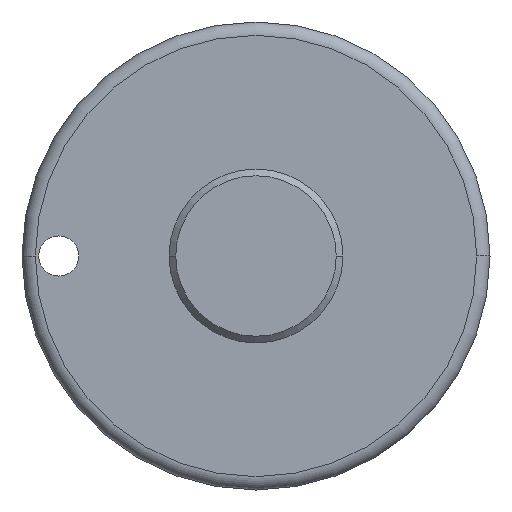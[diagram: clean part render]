
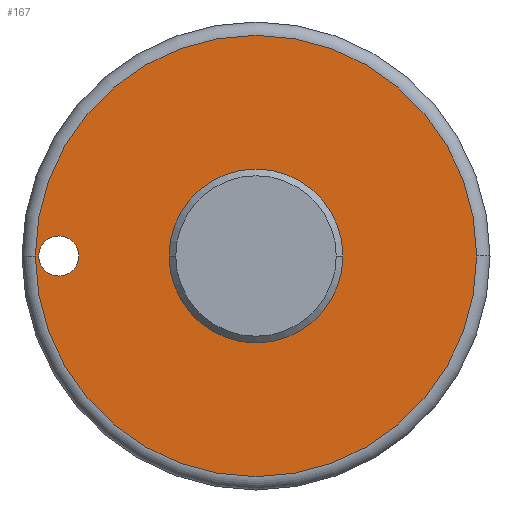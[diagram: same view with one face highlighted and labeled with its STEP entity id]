
A CAD part, left-side view. The second image highlights one B-rep face of the part: STEP entity #167.
In plain terms, the highlighted planar face has unit normal (-1, 0, 0).
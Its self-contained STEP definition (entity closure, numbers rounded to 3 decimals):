
#25 = EDGE_CURVE ( 'NONE', #144, #427, #628, .T. ) ;
#40 = CARTESIAN_POINT ( 'NONE',  ( -121.681, 0.721, 0. ) ) ;
#71 = ORIENTED_EDGE ( 'NONE', *, *, #233, .T. ) ;
#73 = VERTEX_POINT ( 'NONE', #1076 ) ;
#89 = AXIS2_PLACEMENT_3D ( 'NONE', #215, #374, #304 ) ;
#143 = AXIS2_PLACEMENT_3D ( 'NONE', #420, #976, #445 ) ;
#144 = VERTEX_POINT ( 'NONE', #770 ) ;
#167 = ADVANCED_FACE ( 'NONE', ( #574, #564, #176 ), #991, .F. ) ;
#176 = FACE_BOUND ( 'NONE', #444, .T. ) ;
#201 = VERTEX_POINT ( 'NONE', #838 ) ;
#203 = CIRCLE ( 'NONE', #1097, 16.5 ) ;
#215 = CARTESIAN_POINT ( 'NONE',  ( -121.681, 18.221, 0. ) ) ;
#233 = EDGE_CURVE ( 'NONE', #427, #144, #203, .T. ) ;
#265 = DIRECTION ( 'NONE',  ( -1., 0., 0. ) ) ;
#298 = CARTESIAN_POINT ( 'NONE',  ( -121.681, 7.221, 0. ) ) ;
#304 = DIRECTION ( 'NONE',  ( 0., 1., 0. ) ) ;
#330 = DIRECTION ( 'NONE',  ( 0., 1., 0. ) ) ;
#363 = AXIS2_PLACEMENT_3D ( 'NONE', #40, #1052, #702 ) ;
#366 = DIRECTION ( 'NONE',  ( 1., 0., 0. ) ) ;
#374 = DIRECTION ( 'NONE',  ( 1., 0., 0. ) ) ;
#376 = AXIS2_PLACEMENT_3D ( 'NONE', #650, #366, #788 ) ;
#389 = CARTESIAN_POINT ( 'NONE',  ( -121.681, 0.721, 0. ) ) ;
#420 = CARTESIAN_POINT ( 'NONE',  ( -121.681, 15.471, 0. ) ) ;
#427 = VERTEX_POINT ( 'NONE', #434 ) ;
#430 = EDGE_CURVE ( 'NONE', #73, #460, #935, .T. ) ;
#434 = CARTESIAN_POINT ( 'NONE',  ( -121.681, 17.221, 0. ) ) ;
#444 = EDGE_LOOP ( 'NONE', ( #446, #565 ) ) ;
#445 = DIRECTION ( 'NONE',  ( 0., 1., 0. ) ) ;
#446 = ORIENTED_EDGE ( 'NONE', *, *, #659, .F. ) ;
#460 = VERTEX_POINT ( 'NONE', #857 ) ;
#467 = DIRECTION ( 'NONE',  ( -1., 0., 0. ) ) ;
#539 = EDGE_LOOP ( 'NONE', ( #868, #793 ) ) ;
#564 = FACE_OUTER_BOUND ( 'NONE', #937, .T. ) ;
#565 = ORIENTED_EDGE ( 'NONE', *, *, #755, .F. ) ;
#569 = DIRECTION ( 'NONE',  ( 0., -1., 0. ) ) ;
#574 = FACE_BOUND ( 'NONE', #539, .T. ) ;
#575 = CIRCLE ( 'NONE', #1001, 6.5 ) ;
#626 = ORIENTED_EDGE ( 'NONE', *, *, #25, .T. ) ;
#628 = CIRCLE ( 'NONE', #363, 16.5 ) ;
#650 = CARTESIAN_POINT ( 'NONE',  ( -121.681, 15.471, 0. ) ) ;
#659 = EDGE_CURVE ( 'NONE', #201, #1106, #575, .T. ) ;
#687 = AXIS2_PLACEMENT_3D ( 'NONE', #389, #1002, #1071 ) ;
#702 = DIRECTION ( 'NONE',  ( 0., 1., 0. ) ) ;
#755 = EDGE_CURVE ( 'NONE', #1106, #201, #971, .T. ) ;
#770 = CARTESIAN_POINT ( 'NONE',  ( -121.681, -15.779, 0. ) ) ;
#788 = DIRECTION ( 'NONE',  ( 0., 1., 0. ) ) ;
#793 = ORIENTED_EDGE ( 'NONE', *, *, #430, .T. ) ;
#800 = EDGE_CURVE ( 'NONE', #460, #73, #982, .T. ) ;
#822 = CARTESIAN_POINT ( 'NONE',  ( -121.681, 0.721, 0. ) ) ;
#838 = CARTESIAN_POINT ( 'NONE',  ( -121.681, -5.779, 0. ) ) ;
#857 = CARTESIAN_POINT ( 'NONE',  ( -121.681, 16.971, 0. ) ) ;
#868 = ORIENTED_EDGE ( 'NONE', *, *, #800, .T. ) ;
#935 = CIRCLE ( 'NONE', #143, 1.5 ) ;
#937 = EDGE_LOOP ( 'NONE', ( #71, #626 ) ) ;
#971 = CIRCLE ( 'NONE', #687, 6.5 ) ;
#976 = DIRECTION ( 'NONE',  ( 1., 0., 0. ) ) ;
#982 = CIRCLE ( 'NONE', #376, 1.5 ) ;
#991 = PLANE ( 'NONE',  #89 ) ;
#993 = CARTESIAN_POINT ( 'NONE',  ( -121.681, 0.721, 0. ) ) ;
#1001 = AXIS2_PLACEMENT_3D ( 'NONE', #993, #467, #569 ) ;
#1002 = DIRECTION ( 'NONE',  ( -1., 0., 0. ) ) ;
#1052 = DIRECTION ( 'NONE',  ( -1., 0., 0. ) ) ;
#1071 = DIRECTION ( 'NONE',  ( 0., -1., 0. ) ) ;
#1076 = CARTESIAN_POINT ( 'NONE',  ( -121.681, 13.971, 0. ) ) ;
#1097 = AXIS2_PLACEMENT_3D ( 'NONE', #822, #265, #330 ) ;
#1106 = VERTEX_POINT ( 'NONE', #298 ) ;
